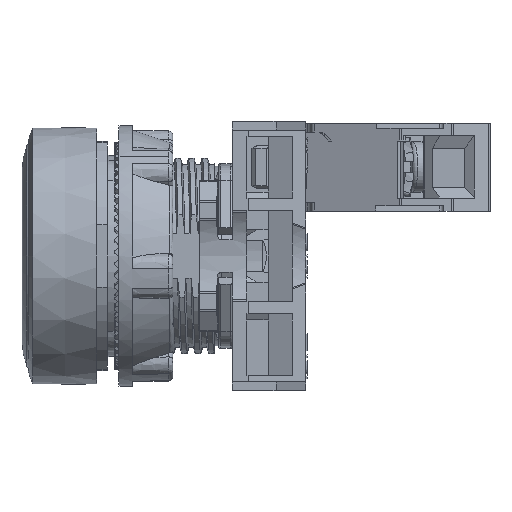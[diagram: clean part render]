
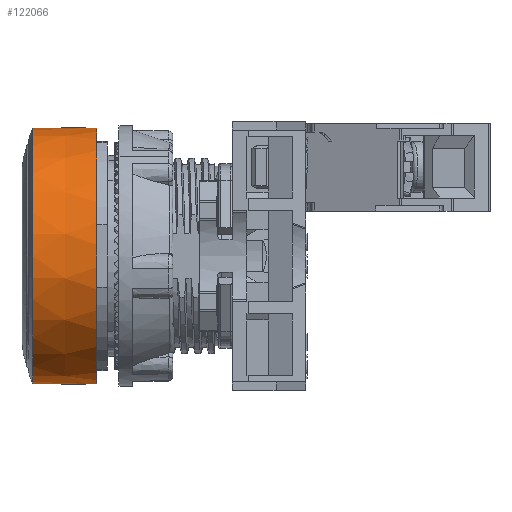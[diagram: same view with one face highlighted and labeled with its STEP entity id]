
A CAD part, left-side view. The second image highlights one B-rep face of the part: STEP entity #122066.
In plain terms, the highlighted conical face has half-angle 0.754 degrees and reference radius 14.253 mm.
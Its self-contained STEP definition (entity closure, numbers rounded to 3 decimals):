
#99174=CARTESIAN_POINT('',(0.,18.8,0.));
#99175=DIRECTION('',(0.,1.,0.));
#99176=DIRECTION('',(0.996,0.,-0.087));
#99177=AXIS2_PLACEMENT_3D('',#99174,#99175,#99176);
#99483=CARTESIAN_POINT('',(14.238,20.,-1.15));
#99484=CARTESIAN_POINT('',(14.24,19.6,
-1.183));
#99485=CARTESIAN_POINT('',(14.243,19.2,
-1.217));
#99486=CARTESIAN_POINT('',(14.245,18.8,-1.25));
#99538=DIRECTION('',(-0.013,-1.,0.));
#99539=VECTOR('',#99538,5.901);
#99540=CARTESIAN_POINT('',(-14.207,25.9,
0.));
#99541=LINE('',#99540,#99539);
#99722=CARTESIAN_POINT('',(0.,25.9,
0.));
#99723=DIRECTION('',(0.,1.,0.));
#99724=DIRECTION('',(1.,0.,0.));
#99725=AXIS2_PLACEMENT_3D('',#99722,#99723,#99724);
#99727=DIRECTION('',(0.013,-1.,0.));
#99728=VECTOR('',#99727,5.901);
#99729=CARTESIAN_POINT('',(14.207,25.9,
0.));
#99730=LINE('',#99729,#99728);
#99731=CARTESIAN_POINT('',(0.,20.,0.));
#99732=DIRECTION('',(0.,1.,0.));
#99733=DIRECTION('',(1.,0.,0.));
#99734=AXIS2_PLACEMENT_3D('',#99731,#99732,#99733);
#99754=CARTESIAN_POINT('',(0.,20.,0.));
#99755=DIRECTION('',(0.,1.,0.));
#99756=DIRECTION('',(-0.997,0.,-0.081));
#99757=AXIS2_PLACEMENT_3D('',#99754,#99755,#99756);
#99831=CARTESIAN_POINT('',(-14.245,18.8,-1.25));
#99832=CARTESIAN_POINT('',(-14.243,19.2,
-1.217));
#99833=CARTESIAN_POINT('',(-14.24,19.6,
-1.183));
#99834=CARTESIAN_POINT('',(-14.238,20.,-1.15));
#112366=VERTEX_POINT('',#99483);
#112367=VERTEX_POINT('',#99486);
#112368=CARTESIAN_POINT('',(14.284,20.,0.));
#112369=VERTEX_POINT('',#112368);
#112370=CARTESIAN_POINT('',(-14.238,20.,-1.15));
#112371=CARTESIAN_POINT('',(-14.284,20.,0.));
#112372=VERTEX_POINT('',#112370);
#112373=VERTEX_POINT('',#112371);
#112374=VERTEX_POINT('',#99831);
#112385=CARTESIAN_POINT('',(-14.207,25.9,
0.));
#112386=CARTESIAN_POINT('',(14.207,25.9,
0.));
#112387=VERTEX_POINT('',#112385);
#112388=VERTEX_POINT('',#112386);
#122048=CARTESIAN_POINT('',(0.,22.35,
0.));
#122049=DIRECTION('',(0.,-1.,0.));
#122050=DIRECTION('',(0.,0.,-1.));
#122051=AXIS2_PLACEMENT_3D('',#122048,#122049,#122050);
#122052=CONICAL_SURFACE('',#122051,14.253,0.754);
#122053=ORIENTED_EDGE('',*,*,#122035,.T.);
#122054=ORIENTED_EDGE('',*,*,#121581,.T.);
#122056=ORIENTED_EDGE('',*,*,#122055,.F.);
#122058=ORIENTED_EDGE('',*,*,#122057,.F.);
#122059=ORIENTED_EDGE('',*,*,#121057,.F.);
#122060=ORIENTED_EDGE('',*,*,#121506,.F.);
#122062=ORIENTED_EDGE('',*,*,#122061,.F.);
#122063=ORIENTED_EDGE('',*,*,#121571,.F.);
#122064=EDGE_LOOP('',(#122053,#122054,#122056,#122058,#122059,#122060,#122062,
#122063));
#122065=FACE_OUTER_BOUND('',#122064,.F.);
#99178=CIRCLE('',#99177,14.3);
#99487=B_SPLINE_CURVE_WITH_KNOTS('',3,(#99483,#99484,#99485,#99486),
.UNSPECIFIED.,.F.,.F.,(4,4),(0.,1.),.UNSPECIFIED.);
#99726=CIRCLE('',#99725,14.207);
#99735=CIRCLE('',#99734,14.284);
#99758=CIRCLE('',#99757,14.284);
#99835=B_SPLINE_CURVE_WITH_KNOTS('',3,(#99831,#99832,#99833,#99834),
.UNSPECIFIED.,.F.,.F.,(4,4),(0.,1.),.UNSPECIFIED.);
#121057=EDGE_CURVE('',#112367,#112374,#99178,.T.);
#121506=EDGE_CURVE('',#112366,#112367,#99487,.T.);
#121571=EDGE_CURVE('',#112388,#112369,#99730,.T.);
#121581=EDGE_CURVE('',#112387,#112373,#99541,.T.);
#122035=EDGE_CURVE('',#112388,#112387,#99726,.T.);
#122055=EDGE_CURVE('',#112372,#112373,#99758,.T.);
#122057=EDGE_CURVE('',#112374,#112372,#99835,.T.);
#122061=EDGE_CURVE('',#112369,#112366,#99735,.T.);
#122066=ADVANCED_FACE('',(#122065),#122052,.T.);
